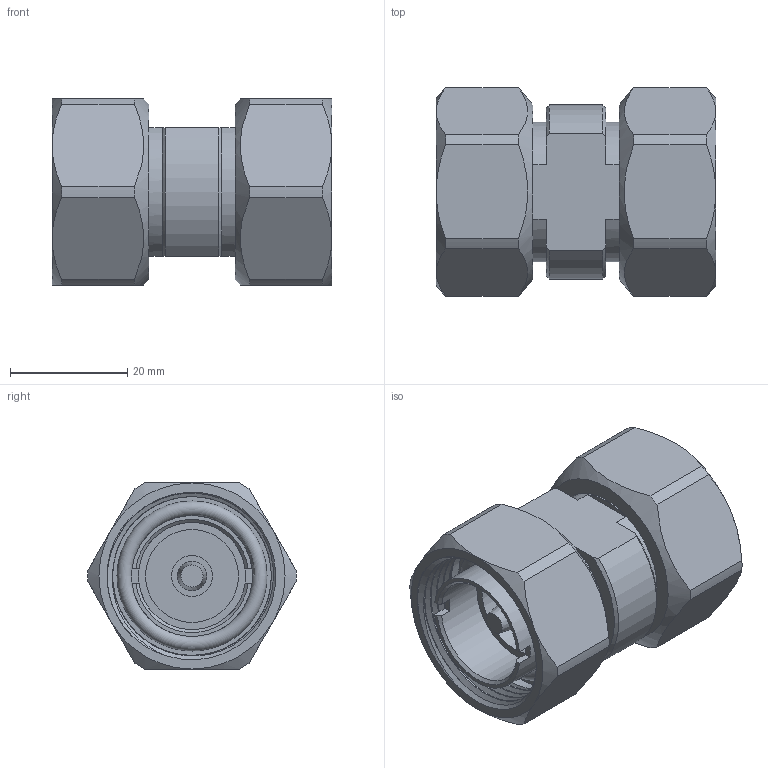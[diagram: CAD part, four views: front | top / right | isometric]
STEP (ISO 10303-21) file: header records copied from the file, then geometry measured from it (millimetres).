
FILE_DESCRIPTION (( 'STEP AP203' ), '1' );
FILE_NAME ('PE91039_3D.step', '2021-03-22T16:47:14', ( '' ), ( '' ), 'SwSTEP 2.0', 'SolidWorks 2020', '' );
FILE_SCHEMA (( 'CONFIG_CONTROL_DESIGN' ));
Length unit declared in the file: inch
Products named in the file (1): PE91039_3D
Bounding box: 47.75 x 35.58 x 31.75 mm (x, y, z)
Volume: 24625 mm3; surface area: 15425.3 mm2
Topology: 1 solids, 3 shells, 130 faces, 325 edges, 215 vertices
Faces by surface type: plane 58, cylinder 34, cone 28, bspline 6, torus 4
Full cylindrical faces by diameter (mm): 5 x2, 7.01 x2, 15.85 x2, 18.3 x2, 20.6 x4, 23.876 x2, 24.384 x2, 29.076 x2
Entity records: 6073 total; most frequent: CARTESIAN_POINT 3197, DIRECTION 566, ORIENTED_EDGE 556, EDGE_CURVE 278, AXIS2_PLACEMENT_3D 243, VERTEX_POINT 194, EDGE_LOOP 174, FACE_OUTER_BOUND 152
